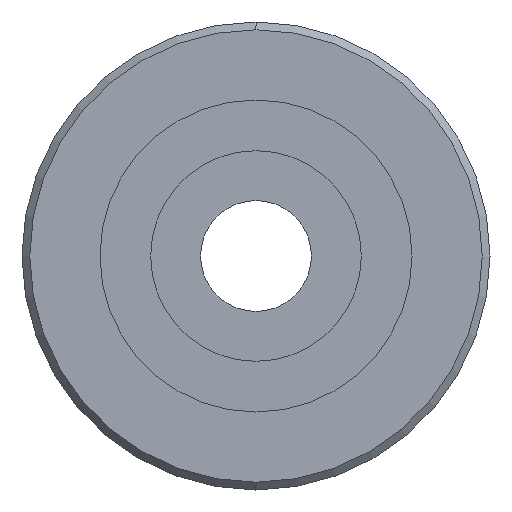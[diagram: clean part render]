
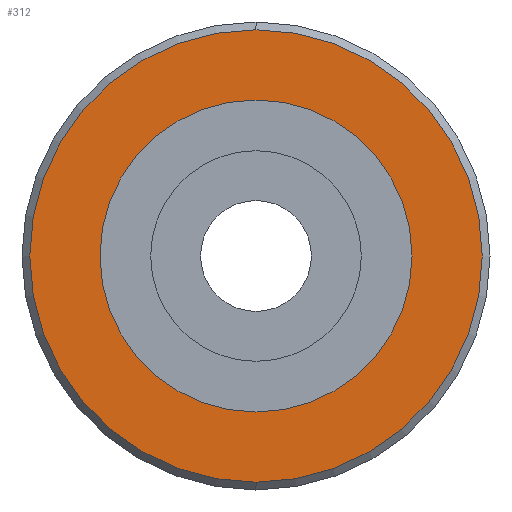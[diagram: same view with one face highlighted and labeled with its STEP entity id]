
A CAD part, left-side view. The second image highlights one B-rep face of the part: STEP entity #312.
In plain terms, the highlighted planar face has unit normal (-1, 0, 0).
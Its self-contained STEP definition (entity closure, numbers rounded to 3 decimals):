
#10 = CARTESIAN_POINT ( 'NONE',  ( -5., 0., -10. ) ) ;
#29 = ORIENTED_EDGE ( 'NONE', *, *, #223, .F. ) ;
#42 = DIRECTION ( 'NONE',  ( 1., 0., 0. ) ) ;
#51 = AXIS2_PLACEMENT_3D ( 'NONE', #502, #1197, #1742 ) ;
#79 = DIRECTION ( 'NONE',  ( 1., 0., 0. ) ) ;
#107 = DIRECTION ( 'NONE',  ( 0., 0., -1. ) ) ;
#209 = AXIS2_PLACEMENT_3D ( 'NONE', #1342, #1191, #756 ) ;
#223 = EDGE_CURVE ( 'NONE', #599, #1531, #1804, .T. ) ;
#257 = EDGE_LOOP ( 'NONE', ( #671, #1401 ) ) ;
#312 = ADVANCED_FACE ( 'NONE', ( #1389, #678 ), #712, .F. ) ;
#318 = AXIS2_PLACEMENT_3D ( 'NONE', #1053, #42, #770 ) ;
#356 = CARTESIAN_POINT ( 'NONE',  ( -5., 0., 0. ) ) ;
#418 = EDGE_LOOP ( 'NONE', ( #29, #1760 ) ) ;
#502 = CARTESIAN_POINT ( 'NONE',  ( -5., 0., 0. ) ) ;
#504 = EDGE_CURVE ( 'NONE', #948, #1502, #703, .T. ) ;
#551 = EDGE_CURVE ( 'NONE', #1502, #948, #1058, .T. ) ;
#552 = AXIS2_PLACEMENT_3D ( 'NONE', #356, #79, #107 ) ;
#599 = VERTEX_POINT ( 'NONE', #1556 ) ;
#671 = ORIENTED_EDGE ( 'NONE', *, *, #551, .F. ) ;
#678 = FACE_OUTER_BOUND ( 'NONE', #257, .T. ) ;
#703 = CIRCLE ( 'NONE', #552, 14.5 ) ;
#712 = PLANE ( 'NONE',  #318 ) ;
#756 = DIRECTION ( 'NONE',  ( 0., 0., -1. ) ) ;
#770 = DIRECTION ( 'NONE',  ( 0., 0., -1. ) ) ;
#834 = DIRECTION ( 'NONE',  ( 1., 0., 0. ) ) ;
#948 = VERTEX_POINT ( 'NONE', #1375 ) ;
#974 = DIRECTION ( 'NONE',  ( 0., 0., -1. ) ) ;
#1053 = CARTESIAN_POINT ( 'NONE',  ( -5., 0., 14.5 ) ) ;
#1058 = CIRCLE ( 'NONE', #1495, 14.5 ) ;
#1191 = DIRECTION ( 'NONE',  ( -1., 0., 0. ) ) ;
#1197 = DIRECTION ( 'NONE',  ( -1., 0., 0. ) ) ;
#1342 = CARTESIAN_POINT ( 'NONE',  ( -5., 0., 0. ) ) ;
#1375 = CARTESIAN_POINT ( 'NONE',  ( -5., 0., 14.5 ) ) ;
#1389 = FACE_BOUND ( 'NONE', #418, .T. ) ;
#1401 = ORIENTED_EDGE ( 'NONE', *, *, #504, .F. ) ;
#1409 = CARTESIAN_POINT ( 'NONE',  ( -5., 0., 0. ) ) ;
#1495 = AXIS2_PLACEMENT_3D ( 'NONE', #1409, #834, #974 ) ;
#1502 = VERTEX_POINT ( 'NONE', #1684 ) ;
#1506 = CIRCLE ( 'NONE', #209, 10. ) ;
#1531 = VERTEX_POINT ( 'NONE', #10 ) ;
#1556 = CARTESIAN_POINT ( 'NONE',  ( -5., 0., 10. ) ) ;
#1684 = CARTESIAN_POINT ( 'NONE',  ( -5., 0., -14.5 ) ) ;
#1742 = DIRECTION ( 'NONE',  ( 0., 0., -1. ) ) ;
#1760 = ORIENTED_EDGE ( 'NONE', *, *, #1799, .F. ) ;
#1799 = EDGE_CURVE ( 'NONE', #1531, #599, #1506, .T. ) ;
#1804 = CIRCLE ( 'NONE', #51, 10. ) ;
